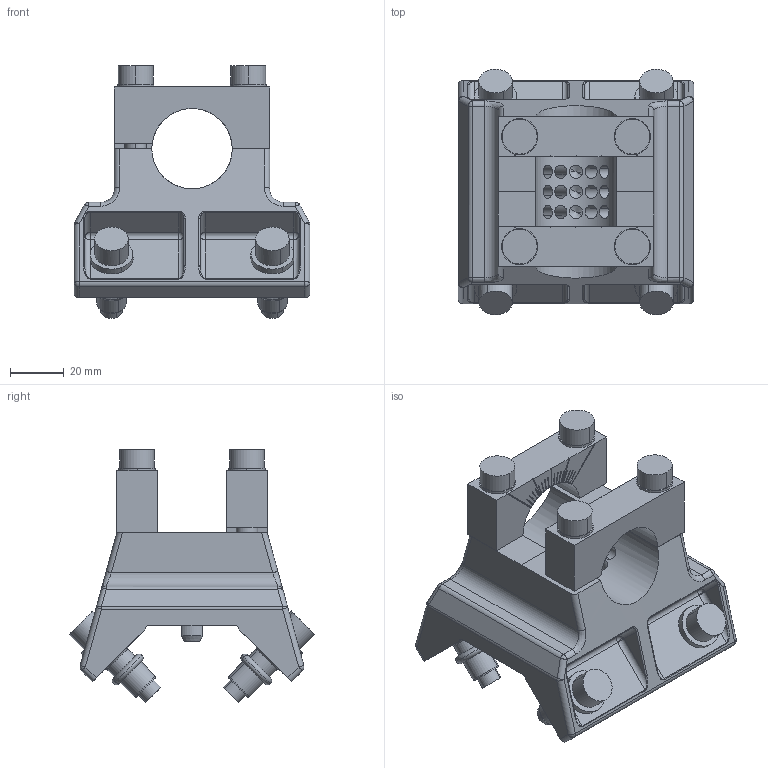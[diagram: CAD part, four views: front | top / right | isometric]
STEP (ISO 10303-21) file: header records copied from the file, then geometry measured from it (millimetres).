
FILE_DESCRIPTION(('CATIA V5 STEP'),'2;1');
FILE_NAME('AEGT100.stp','2018-07-13T01:30:57+00:00',('none'),('none'),'CATIA Version 5 Release 21 GA (IN-10)','CATIA V5 STEP AP214','none');
FILE_SCHEMA(('AUTOMOTIVE_DESIGN { 1 0 10303 214 1 1 1 1 }'));
Length unit declared in the file: millimetre
Products named in the file (1): AEGT100
Bounding box: 88 x 91.56 x 94.33 mm (x, y, z)
Volume: 205443.2 mm3; surface area: 64096.2 mm2
Topology: 17 solids, 17 shells, 597 faces, 1428 edges, 838 vertices
Faces by surface type: plane 234, cylinder 213, cone 78, sphere 36, bspline 20, torus 16
Entity records: 19191 total; most frequent: CARTESIAN_POINT 6437, ORIENTED_EDGE 2704, DIRECTION 2187, EDGE_CURVE 1352, AXIS2_PLACEMENT_3D 971, VERTEX_POINT 838, EDGE_LOOP 672, VECTOR 670
